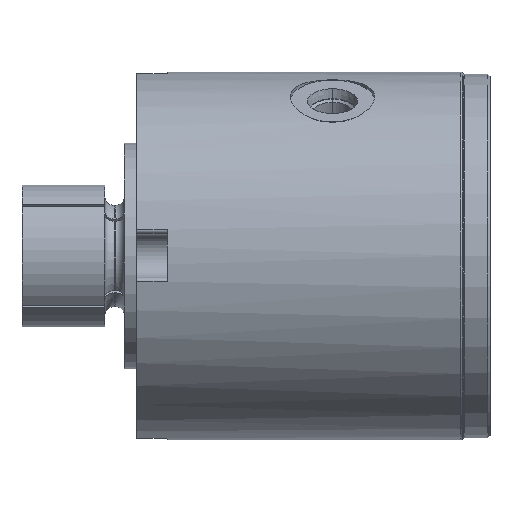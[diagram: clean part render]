
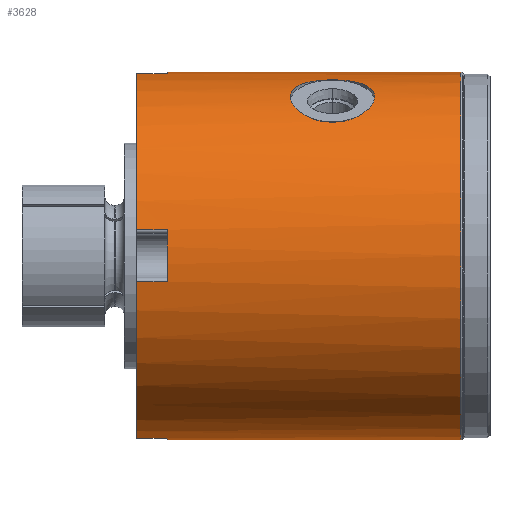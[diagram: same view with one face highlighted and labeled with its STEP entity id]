
A CAD part, top view. The second image highlights one B-rep face of the part: STEP entity #3628.
In plain terms, the highlighted cylindrical face has radius 45.618 mm (diameter 91.237 mm), a partial arc.
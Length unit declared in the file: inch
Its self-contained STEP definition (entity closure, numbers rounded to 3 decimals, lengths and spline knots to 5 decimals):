
#215=CARTESIAN_POINT('',(-1.539,1.72005,0.51676));
#216=CARTESIAN_POINT('',(-1.55487,1.72005,0.51676));
#217=CARTESIAN_POINT('',(-1.58641,1.71952,0.51855));
#218=CARTESIAN_POINT('',(-1.63336,1.71708,0.52658));
#219=CARTESIAN_POINT('',(-1.67923,1.71296,0.53989));
#220=CARTESIAN_POINT('',(-1.72346,1.70706,0.55832));
#221=CARTESIAN_POINT('',(-1.76541,1.69929,0.58162));
#222=CARTESIAN_POINT('',(-1.80441,1.68955,0.6094));
#223=CARTESIAN_POINT('',(-1.83981,1.67779,0.64114));
#224=CARTESIAN_POINT('',(-1.87102,1.66399,0.67621));
#225=CARTESIAN_POINT('',(-1.89756,1.6482,0.7139));
#226=CARTESIAN_POINT('',(-1.91908,1.63049,0.75351));
#227=CARTESIAN_POINT('',(-1.93536,1.61099,0.79437));
#228=CARTESIAN_POINT('',(-1.94626,1.58987,0.83586));
#229=CARTESIAN_POINT('',(-1.95173,1.56731,0.87744));
#230=CARTESIAN_POINT('',(-1.95173,1.54354,0.91862));
#231=CARTESIAN_POINT('',(-1.94626,1.51881,0.95894));
#232=CARTESIAN_POINT('',(-1.93536,1.49344,0.99798));
#233=CARTESIAN_POINT('',(-1.91908,1.4678,1.03529));
#234=CARTESIAN_POINT('',(-1.89756,1.44235,1.07043));
#235=CARTESIAN_POINT('',(-1.87102,1.41761,1.10296));
#236=CARTESIAN_POINT('',(-1.83981,1.39414,1.13244));
#237=CARTESIAN_POINT('',(-1.80441,1.37253,1.15849));
#238=CARTESIAN_POINT('',(-1.76541,1.35334,1.18081));
#239=CARTESIAN_POINT('',(-1.72346,1.33705,1.19919));
#240=CARTESIAN_POINT('',(-1.67923,1.32404,1.21352));
#241=CARTESIAN_POINT('',(-1.63336,1.31457,1.22374));
#242=CARTESIAN_POINT('',(-1.58641,1.30883,1.22987));
#243=CARTESIAN_POINT('',(-1.55487,1.30755,1.23123));
#244=CARTESIAN_POINT('',(-1.539,1.30755,1.23123));
#246=CARTESIAN_POINT('',(-1.539,1.30755,1.23123));
#247=CARTESIAN_POINT('',(-1.52313,1.30755,1.23123));
#248=CARTESIAN_POINT('',(-1.49159,1.30883,1.22987));
#249=CARTESIAN_POINT('',(-1.44464,1.31457,1.22374));
#250=CARTESIAN_POINT('',(-1.39877,1.32404,1.21352));
#251=CARTESIAN_POINT('',(-1.35454,1.33705,1.19919));
#252=CARTESIAN_POINT('',(-1.31259,1.35334,1.18081));
#253=CARTESIAN_POINT('',(-1.27359,1.37253,1.15849));
#254=CARTESIAN_POINT('',(-1.23819,1.39414,1.13244));
#255=CARTESIAN_POINT('',(-1.20698,1.41761,1.10296));
#256=CARTESIAN_POINT('',(-1.18044,1.44235,1.07043));
#257=CARTESIAN_POINT('',(-1.15892,1.4678,1.03529));
#258=CARTESIAN_POINT('',(-1.14264,1.49344,0.99798));
#259=CARTESIAN_POINT('',(-1.13174,1.51881,0.95894));
#260=CARTESIAN_POINT('',(-1.12627,1.54354,0.91862));
#261=CARTESIAN_POINT('',(-1.12627,1.56731,0.87744));
#262=CARTESIAN_POINT('',(-1.13174,1.58987,0.83586));
#263=CARTESIAN_POINT('',(-1.14264,1.61099,0.79437));
#264=CARTESIAN_POINT('',(-1.15892,1.63049,0.75351));
#265=CARTESIAN_POINT('',(-1.18044,1.6482,0.7139));
#266=CARTESIAN_POINT('',(-1.20698,1.66399,0.67621));
#267=CARTESIAN_POINT('',(-1.23819,1.67779,0.64114));
#268=CARTESIAN_POINT('',(-1.27359,1.68955,0.6094));
#269=CARTESIAN_POINT('',(-1.31259,1.69929,0.58162));
#270=CARTESIAN_POINT('',(-1.35454,1.70706,0.55832));
#271=CARTESIAN_POINT('',(-1.39877,1.71296,0.53989));
#272=CARTESIAN_POINT('',(-1.44464,1.71708,0.52658));
#273=CARTESIAN_POINT('',(-1.49159,1.71952,0.51855));
#274=CARTESIAN_POINT('',(-1.52313,1.72005,0.51676));
#275=CARTESIAN_POINT('',(-1.539,1.72005,0.51676));
#277=CARTESIAN_POINT('',(-0.28491,0.,0.));
#278=DIRECTION('',(-1.,0.,0.));
#279=DIRECTION('',(0.,-1.,0.));
#280=AXIS2_PLACEMENT_3D('',#277,#278,#279);
#282=CARTESIAN_POINT('',(-3.153,0.,0.));
#283=DIRECTION('',(1.,0.,0.));
#284=DIRECTION('',(0.,-0.99,0.141));
#285=AXIS2_PLACEMENT_3D('',#282,#283,#284);
#287=DIRECTION('',(1.,0.,0.));
#288=VECTOR('',#287,0.3);
#289=CARTESIAN_POINT('',(-3.453,-1.77806,0.25323));
#290=LINE('',#289,#288);
#291=DIRECTION('',(1.,0.,0.));
#292=VECTOR('',#291,0.3);
#293=CARTESIAN_POINT('',(-3.453,-0.25323,1.77806));
#294=LINE('',#293,#292);
#295=CARTESIAN_POINT('',(-3.153,0.,0.));
#296=DIRECTION('',(1.,0.,0.));
#297=DIRECTION('',(0.,0.141,0.99));
#298=AXIS2_PLACEMENT_3D('',#295,#296,#297);
#300=DIRECTION('',(1.,0.,0.));
#301=VECTOR('',#300,0.3);
#302=CARTESIAN_POINT('',(-3.453,0.25323,1.77806));
#303=LINE('',#302,#301);
#304=DIRECTION('',(1.,0.,0.));
#305=VECTOR('',#304,0.3);
#306=CARTESIAN_POINT('',(-3.453,1.77806,0.25323));
#307=LINE('',#306,#305);
#308=CARTESIAN_POINT('',(-3.153,0.,0.));
#309=DIRECTION('',(1.,0.,0.));
#310=DIRECTION('',(0.,1.,0.));
#311=AXIS2_PLACEMENT_3D('',#308,#309,#310);
#470=DIRECTION('',(-1.,0.,0.));
#471=VECTOR('',#470,2.86809);
#472=CARTESIAN_POINT('',(-0.28491,1.796,0.));
#473=LINE('',#472,#471);
#505=DIRECTION('',(-1.,0.,0.));
#506=VECTOR('',#505,2.86809);
#507=CARTESIAN_POINT('',(-0.28491,-1.796,0.));
#508=LINE('',#507,#506);
#719=CARTESIAN_POINT('',(-3.453,0.,0.));
#720=DIRECTION('',(1.,0.,0.));
#721=DIRECTION('',(0.,0.99,0.141));
#722=AXIS2_PLACEMENT_3D('',#719,#720,#721);
#747=CARTESIAN_POINT('',(-3.453,0.,0.));
#748=DIRECTION('',(1.,0.,0.));
#749=DIRECTION('',(0.,-0.141,0.99));
#750=AXIS2_PLACEMENT_3D('',#747,#748,#749);
#2768=CARTESIAN_POINT('',(-3.153,1.77806,0.25323));
#2769=VERTEX_POINT('',#2768);
#2796=CARTESIAN_POINT('',(-3.153,-0.25323,1.77806));
#2797=VERTEX_POINT('',#2796);
#2798=CARTESIAN_POINT('',(-3.153,0.25323,1.77806));
#2799=VERTEX_POINT('',#2798);
#2826=CARTESIAN_POINT('',(-3.153,-1.77806,0.25323));
#2827=VERTEX_POINT('',#2826);
#2836=CARTESIAN_POINT('',(-3.153,1.796,0.));
#2837=VERTEX_POINT('',#2836);
#2838=CARTESIAN_POINT('',(-3.453,1.77806,0.25323));
#2839=VERTEX_POINT('',#2838);
#2846=CARTESIAN_POINT('',(-3.453,-0.25323,1.77806));
#2847=VERTEX_POINT('',#2846);
#2848=CARTESIAN_POINT('',(-3.453,0.25323,1.77806));
#2849=VERTEX_POINT('',#2848);
#2854=CARTESIAN_POINT('',(-3.153,-1.796,0.));
#2855=VERTEX_POINT('',#2854);
#2856=CARTESIAN_POINT('',(-3.453,-1.77806,0.25323));
#2857=VERTEX_POINT('',#2856);
#2880=CARTESIAN_POINT('',(-0.28491,1.796,0.));
#2881=CARTESIAN_POINT('',(-0.28491,-1.796,0.));
#2882=VERTEX_POINT('',#2880);
#2883=VERTEX_POINT('',#2881);
#2946=CARTESIAN_POINT('',(-1.539,1.30755,1.23123));
#2947=VERTEX_POINT('',#2946);
#2948=CARTESIAN_POINT('',(-1.539,1.72005,0.51676));
#2949=VERTEX_POINT('',#2948);
#3592=CARTESIAN_POINT('',(-3.62565,0.,0.));
#3593=DIRECTION('',(1.,0.,0.));
#3594=DIRECTION('',(0.,-1.,0.));
#3595=AXIS2_PLACEMENT_3D('',#3592,#3593,#3594);
#3596=CYLINDRICAL_SURFACE('',#3595,1.796);
#3597=ORIENTED_EDGE('',*,*,#3582,.F.);
#3599=ORIENTED_EDGE('',*,*,#3598,.T.);
#3601=ORIENTED_EDGE('',*,*,#3600,.F.);
#3603=ORIENTED_EDGE('',*,*,#3602,.F.);
#3605=ORIENTED_EDGE('',*,*,#3604,.F.);
#3607=ORIENTED_EDGE('',*,*,#3606,.T.);
#3609=ORIENTED_EDGE('',*,*,#3608,.F.);
#3611=ORIENTED_EDGE('',*,*,#3610,.F.);
#3613=ORIENTED_EDGE('',*,*,#3612,.F.);
#3615=ORIENTED_EDGE('',*,*,#3614,.T.);
#3617=ORIENTED_EDGE('',*,*,#3616,.F.);
#3619=ORIENTED_EDGE('',*,*,#3618,.F.);
#3620=EDGE_LOOP('',(#3597,#3599,#3601,#3603,#3605,#3607,#3609,#3611,#3613,#3615,
#3617,#3619));
#3621=FACE_OUTER_BOUND('',#3620,.F.);
#3623=ORIENTED_EDGE('',*,*,#3622,.T.);
#3625=ORIENTED_EDGE('',*,*,#3624,.T.);
#3626=EDGE_LOOP('',(#3623,#3625));
#3627=FACE_BOUND('',#3626,.F.);
#245=B_SPLINE_CURVE_WITH_KNOTS('',3,(#215,#216,#217,#218,#219,#220,#221,#222,
#223,#224,#225,#226,#227,#228,#229,#230,#231,#232,#233,#234,#235,#236,#237,#238,
#239,#240,#241,#242,#243,#244),.UNSPECIFIED.,.F.,.F.,(4,1,1,1,1,1,1,1,1,1,1,1,1,
1,1,1,1,1,1,1,1,1,1,1,1,1,1,4),(0.,0.03704,0.07407,
0.11111,0.14815,0.18519,0.22222,
0.25926,0.2963,0.33333,0.37037,
0.40741,0.44444,0.48148,0.51852,
0.55556,0.59259,0.62963,0.66667,
0.7037,0.74074,0.77778,0.81481,
0.85185,0.88889,0.92593,0.96296,1.),
.UNSPECIFIED.);
#276=B_SPLINE_CURVE_WITH_KNOTS('',3,(#246,#247,#248,#249,#250,#251,#252,#253,
#254,#255,#256,#257,#258,#259,#260,#261,#262,#263,#264,#265,#266,#267,#268,#269,
#270,#271,#272,#273,#274,#275),.UNSPECIFIED.,.F.,.F.,(4,1,1,1,1,1,1,1,1,1,1,1,1,
1,1,1,1,1,1,1,1,1,1,1,1,1,1,4),(0.,0.03704,0.07407,
0.11111,0.14815,0.18519,0.22222,
0.25926,0.2963,0.33333,0.37037,
0.40741,0.44444,0.48148,0.51852,
0.55556,0.59259,0.62963,0.66667,
0.7037,0.74074,0.77778,0.81481,
0.85185,0.88889,0.92593,0.96296,1.),
.UNSPECIFIED.);
#281=CIRCLE('',#280,1.796);
#286=CIRCLE('',#285,1.796);
#299=CIRCLE('',#298,1.796);
#312=CIRCLE('',#311,1.796);
#723=CIRCLE('',#722,1.796);
#751=CIRCLE('',#750,1.796);
#3582=EDGE_CURVE('',#2883,#2882,#281,.T.);
#3598=EDGE_CURVE('',#2883,#2855,#508,.T.);
#3600=EDGE_CURVE('',#2827,#2855,#286,.T.);
#3602=EDGE_CURVE('',#2857,#2827,#290,.T.);
#3604=EDGE_CURVE('',#2847,#2857,#751,.T.);
#3606=EDGE_CURVE('',#2847,#2797,#294,.T.);
#3608=EDGE_CURVE('',#2799,#2797,#299,.T.);
#3610=EDGE_CURVE('',#2849,#2799,#303,.T.);
#3612=EDGE_CURVE('',#2839,#2849,#723,.T.);
#3614=EDGE_CURVE('',#2839,#2769,#307,.T.);
#3616=EDGE_CURVE('',#2837,#2769,#312,.T.);
#3618=EDGE_CURVE('',#2882,#2837,#473,.T.);
#3622=EDGE_CURVE('',#2949,#2947,#245,.T.);
#3624=EDGE_CURVE('',#2947,#2949,#276,.T.);
#3628=ADVANCED_FACE('',(#3621,#3627),#3596,.T.);
